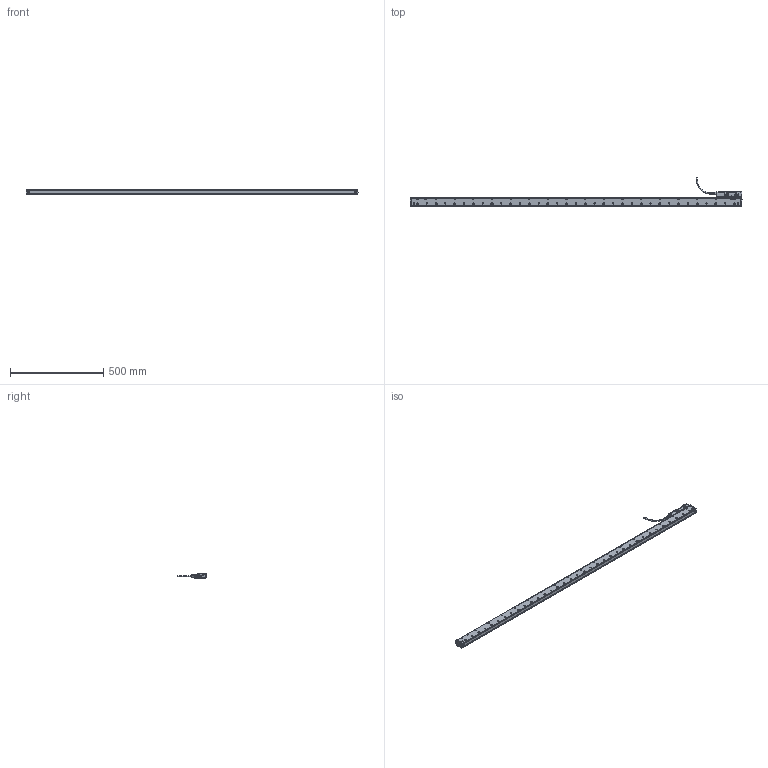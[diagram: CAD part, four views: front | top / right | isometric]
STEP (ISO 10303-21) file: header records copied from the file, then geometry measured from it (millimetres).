
FILE_DESCRIPTION(('CATIA V5 STEP'),'2;1');
FILE_NAME('SR67A-164-R.stp','2013-11-27T01:57:00+00:00',('none'),('none'),'CATIA Version 5 Release 19 SP 6 (IN-10)','CATIA V5 STEP AP214','none');
FILE_SCHEMA(('AUTOMOTIVE_DESIGN { 1 0 10303 214 1 1 1 1 }'));
Products named in the file (1): SR67A-164-R
Bounding box: 1779.5 x 153.8 x 31.5 mm (x, y, z)
Volume: 2340526.3 mm3; surface area: 379016.1 mm2
Topology: 1 solids, 185 shells, 4993 faces, 13327 edges, 8806 vertices
Faces by surface type: plane 2193, cylinder 1996, cone 520, torus 197, sphere 43, bspline 33, extrusion 11
Entity records: 151994 total; most frequent: CARTESIAN_POINT 34685, ORIENTED_EDGE 26422, DIRECTION 19628, EDGE_CURVE 13211, AXIS2_PLACEMENT_3D 9252, VERTEX_POINT 8802, VECTOR 6711, LINE 6700
